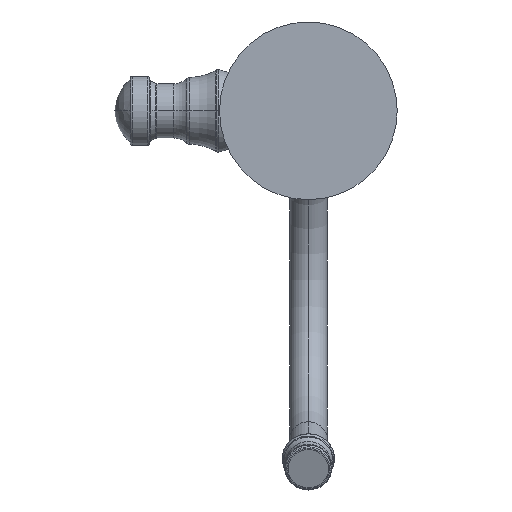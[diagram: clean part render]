
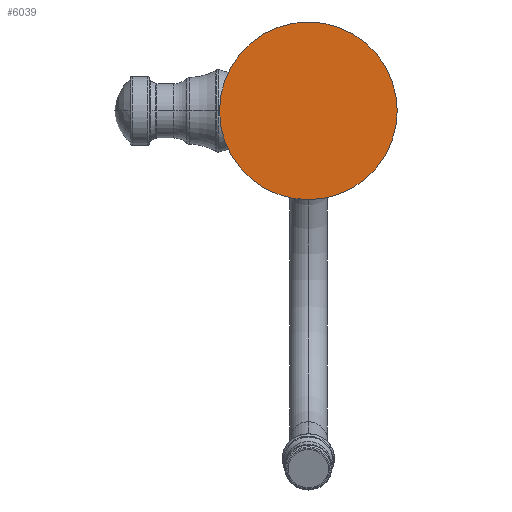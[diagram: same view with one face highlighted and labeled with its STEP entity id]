
A CAD part, front view. The second image highlights one B-rep face of the part: STEP entity #6039.
In plain terms, the highlighted planar face has unit normal (0, -1, 0).
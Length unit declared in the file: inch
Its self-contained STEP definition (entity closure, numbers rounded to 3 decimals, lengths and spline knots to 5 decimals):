
#2=CARTESIAN_POINT('',(0.,0.,0.));
#3=DIRECTION('',(0.,-1.,0.));
#4=DIRECTION('',(1.,0.,0.));
#5=AXIS2_PLACEMENT_3D('',#2,#3,#4);
#12=CARTESIAN_POINT('',(0.,0.,0.));
#13=DIRECTION('',(0.,1.,0.));
#14=DIRECTION('',(1.,0.,0.));
#15=AXIS2_PLACEMENT_3D('',#12,#13,#14);
#5523=CARTESIAN_POINT('',(1.18,0.,0.));
#5524=CARTESIAN_POINT('',(-1.18,0.,0.));
#5525=VERTEX_POINT('',#5523);
#5526=VERTEX_POINT('',#5524);
#6029=CARTESIAN_POINT('',(0.,0.,0.));
#6030=DIRECTION('',(0.,-1.,0.));
#6031=DIRECTION('',(-1.,0.,0.));
#6032=AXIS2_PLACEMENT_3D('',#6029,#6030,#6031);
#6033=PLANE('',#6032);
#6034=ORIENTED_EDGE('',*,*,#6018,.F.);
#6036=ORIENTED_EDGE('',*,*,#6035,.T.);
#6037=EDGE_LOOP('',(#6034,#6036));
#6038=FACE_OUTER_BOUND('',#6037,.F.);
#6039=ADVANCED_FACE('',(#6038),#6033,.T.);
#6=CIRCLE('',#5,1.18);
#16=CIRCLE('',#15,1.18);
#6018=EDGE_CURVE('',#5525,#5526,#6,.T.);
#6035=EDGE_CURVE('',#5525,#5526,#16,.T.);
